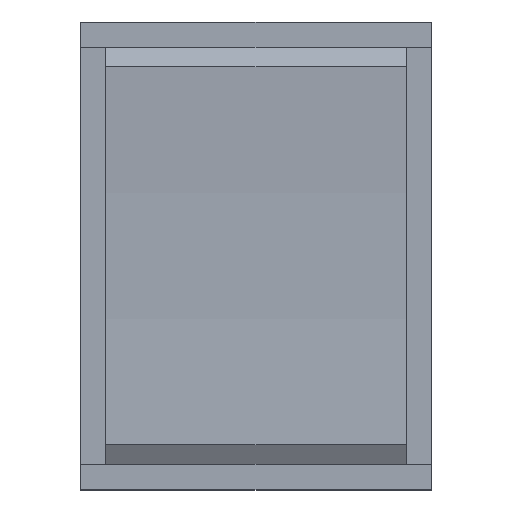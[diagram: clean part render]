
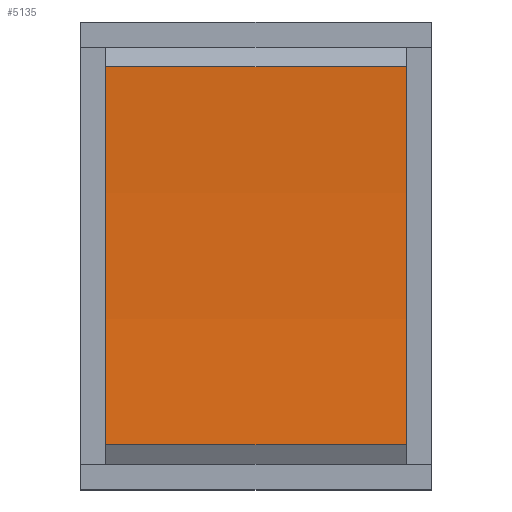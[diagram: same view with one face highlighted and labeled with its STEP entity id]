
A CAD part, top view. The second image highlights one B-rep face of the part: STEP entity #5135.
In plain terms, the highlighted cylindrical face has radius 156.967 mm (diameter 313.933 mm), a partial arc.
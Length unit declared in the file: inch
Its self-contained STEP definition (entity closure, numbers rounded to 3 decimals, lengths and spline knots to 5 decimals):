
#5094=CARTESIAN_POINT('',(-0.33346,0.,7.23806));
#5095=DIRECTION('',(1.0,0.0,0.0));
#5096=DIRECTION('',(0.0,0.0,1.0));
#5097=AXIS2_PLACEMENT_3D('',#5094,#5095,#5096);
#5098=CYLINDRICAL_SURFACE('',#5097,6.17979);
#5099=CARTESIAN_POINT('',(0.30315,0.38189,1.07008));
#5100=VERTEX_POINT('',#5099);
#5101=CARTESIAN_POINT('',(0.30315,-0.38189,1.07008));
#5102=VERTEX_POINT('',#5101);
#5103=CARTESIAN_POINT('',(0.30315,0.,7.23806));
#5104=DIRECTION('',(-1.0,0.0,0.0));
#5105=DIRECTION('',(0.0,0.062,-0.998));
#5106=AXIS2_PLACEMENT_3D('',#5103,#5104,#5105);
#5107=CIRCLE('',#5106,6.17979);
#5108=EDGE_CURVE('',#5100,#5102,#5107,.T.);
#5109=ORIENTED_EDGE('',*,*,#5108,.F.);
#5110=CARTESIAN_POINT('',(-0.30315,0.38189,1.07008));
#5111=VERTEX_POINT('',#5110);
#5112=CARTESIAN_POINT('',(-0.30315,0.38189,1.07008));
#5113=DIRECTION('',(1.0,0.0,0.0));
#5114=VECTOR('',#5113,0.6063);
#5115=LINE('',#5112,#5114);
#5116=EDGE_CURVE('',#5111,#5100,#5115,.T.);
#5117=ORIENTED_EDGE('',*,*,#5116,.F.);
#5118=CARTESIAN_POINT('',(-0.30315,-0.38189,1.07008));
#5119=VERTEX_POINT('',#5118);
#5120=CARTESIAN_POINT('',(-0.30315,0.,7.23806));
#5121=DIRECTION('',(1.0,0.0,0.0));
#5122=DIRECTION('',(0.0,0.062,-0.998));
#5123=AXIS2_PLACEMENT_3D('',#5120,#5121,#5122);
#5124=CIRCLE('',#5123,6.17979);
#5125=EDGE_CURVE('',#5119,#5111,#5124,.T.);
#5126=ORIENTED_EDGE('',*,*,#5125,.F.);
#5127=CARTESIAN_POINT('',(0.30315,-0.38189,1.07008));
#5128=DIRECTION('',(-1.0,0.0,0.0));
#5129=VECTOR('',#5128,0.6063);
#5130=LINE('',#5127,#5129);
#5131=EDGE_CURVE('',#5102,#5119,#5130,.T.);
#5132=ORIENTED_EDGE('',*,*,#5131,.F.);
#5133=EDGE_LOOP('',(#5109,#5117,#5126,#5132));
#5134=FACE_OUTER_BOUND('',#5133,.T.);
#5135=ADVANCED_FACE('',(#5134),#5098,.F.);
